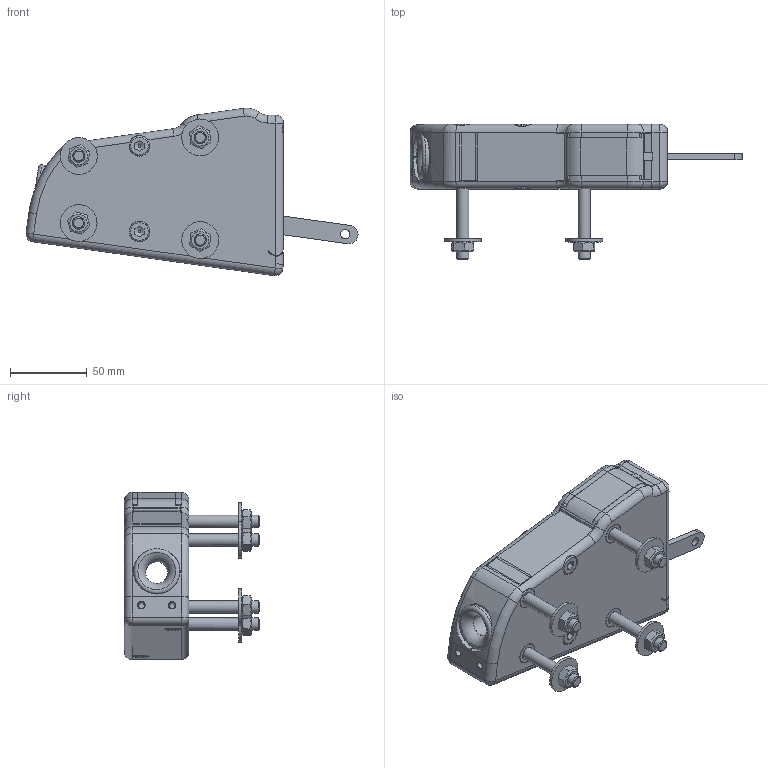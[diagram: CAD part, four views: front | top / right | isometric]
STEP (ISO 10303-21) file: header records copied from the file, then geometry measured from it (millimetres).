
FILE_DESCRIPTION(/* description */ (''),/* implementation_level */ '2;1');
FILE_NAME(/* name */ '505.121.stp',/* time_stamp */ '2020-05-21T14:00:46+02:00',/* author */ ('lucade'),/* organization */ (''),/* preprocessor_version */ 'ST-DEVELOPER v18.1',/* originating_system */ 'Autodesk Inventor 2021',/* authorisation */ '');
FILE_SCHEMA (('AUTOMOTIVE_DESIGN { 1 0 10303 214 3 1 1 }'));
Length unit declared in the file: millimetre
Products named in the file (1): Parte1
Bounding box: 216.31 x 88 x 109.12 mm (x, y, z)
Volume: 556691.8 mm3; surface area: 80831.4 mm2
Topology: 1 solids, 7 shells, 547 faces, 1409 edges, 920 vertices
Faces by surface type: plane 256, cylinder 150, cone 60, torus 52, sphere 18, bspline 11
Full cylindrical faces by diameter (mm): 4.134 x2, 6 x1, 8 x8, 8.2 x4, 8.4 x4, 9.3 x2, 10 x2, 10.5 x2, 13 x8, 13.4 x4, 13.5 x12, 16 x1, 24 x4, 30 x1
Entity records: 18472 total; most frequent: CARTESIAN_POINT 5277, ORIENTED_EDGE 2790, DIRECTION 2790, EDGE_CURVE 1395, AXIS2_PLACEMENT_3D 1100, VERTEX_POINT 922, EDGE_LOOP 613, LINE 590
